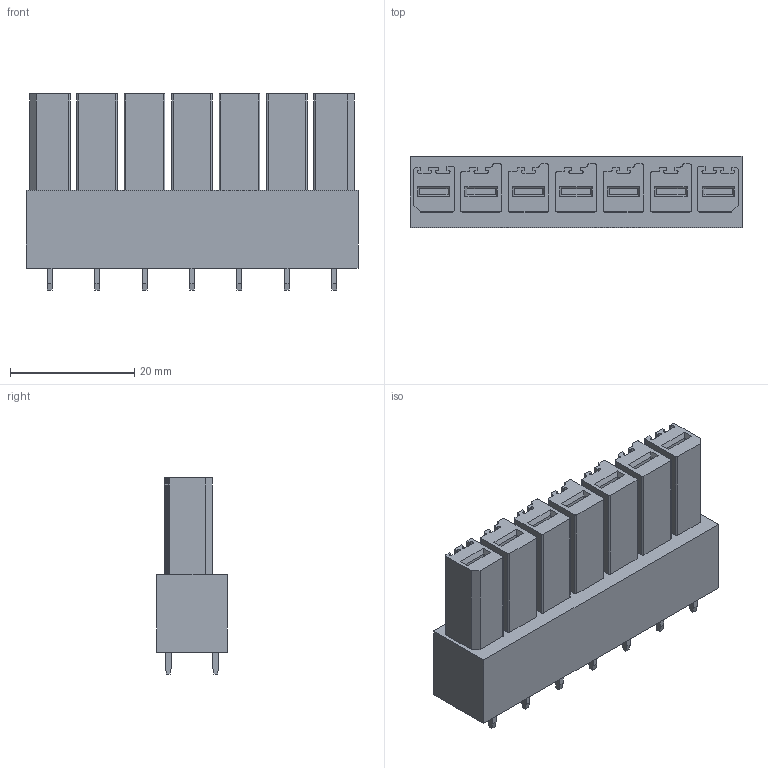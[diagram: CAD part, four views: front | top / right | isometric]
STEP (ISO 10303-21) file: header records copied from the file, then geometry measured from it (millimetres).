
FILE_DESCRIPTION(('CATIA V5 STEP Exchange','CAx-IF Rec.Pracs.--- Model Styling and Organization---1.2---2011-12-15'),'2;1');
FILE_NAME ('D1459283_0_1928670000_1928670000.stp','2018-09-24T15:14:19+00:00',('none'),('Weidmueller'),'CATIA Version 5-6 Release 2014','CATIA V5 STEP AP214','none');
FILE_SCHEMA(('AUTOMOTIVE_DESIGN { 1 0 10303 214 1 1 1 1 }'));
Length unit declared in the file: millimetre
Products named in the file (1): 1928670000
Bounding box: 53.34 x 11.4 x 31.5 mm (x, y, z)
Volume: 12268.9 mm3; surface area: 6859.8 mm2
Topology: 15 solids, 15 shells, 351 faces, 893 edges, 586 vertices
Faces by surface type: plane 287, cylinder 64
Entity records: 9640 total; most frequent: ORIENTED_EDGE 1786, CARTESIAN_POINT 1725, DIRECTION 1299, EDGE_CURVE 893, VECTOR 737, LINE 737, VERTEX_POINT 586, EDGE_LOOP 365
